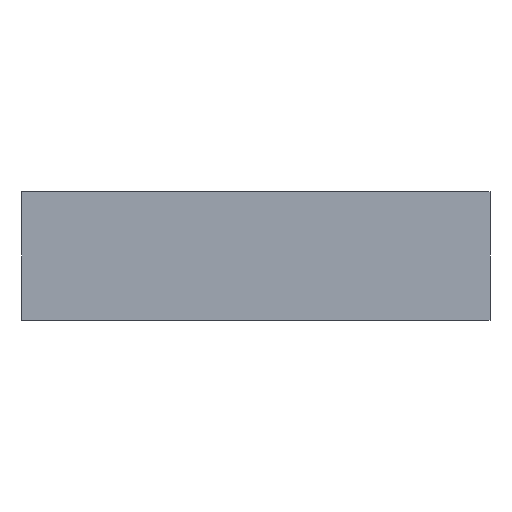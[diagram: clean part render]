
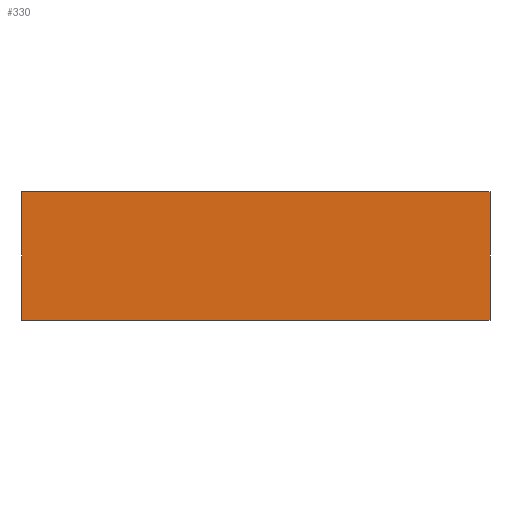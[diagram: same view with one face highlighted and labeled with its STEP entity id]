
A CAD part, front view. The second image highlights one B-rep face of the part: STEP entity #330.
In plain terms, the highlighted planar face has unit normal (0, -1, 0).
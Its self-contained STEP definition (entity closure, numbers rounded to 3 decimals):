
#79 = VERTEX_POINT('',#80);
#80 = CARTESIAN_POINT('',(43.6,0.,0.));
#86 = EDGE_CURVE('',#79,#87,#89,.T.);
#87 = VERTEX_POINT('',#88);
#88 = CARTESIAN_POINT('',(0.,0.,0.));
#89 = LINE('',#90,#91);
#90 = CARTESIAN_POINT('',(43.6,0.,0.));
#91 = VECTOR('',#92,1.);
#92 = DIRECTION('',(-1.,0.,0.));
#191 = VERTEX_POINT('',#192);
#192 = CARTESIAN_POINT('',(43.6,0.,12.));
#198 = EDGE_CURVE('',#191,#199,#201,.T.);
#199 = VERTEX_POINT('',#200);
#200 = CARTESIAN_POINT('',(0.,0.,12.));
#201 = LINE('',#202,#203);
#202 = CARTESIAN_POINT('',(43.6,0.,12.));
#203 = VECTOR('',#204,1.);
#204 = DIRECTION('',(-1.,0.,0.));
#254 = EDGE_CURVE('',#87,#199,#255,.T.);
#255 = LINE('',#256,#257);
#256 = CARTESIAN_POINT('',(0.,0.,0.));
#257 = VECTOR('',#258,1.);
#258 = DIRECTION('',(0.,0.,1.));
#319 = EDGE_CURVE('',#79,#191,#320,.T.);
#320 = LINE('',#321,#322);
#321 = CARTESIAN_POINT('',(43.6,0.,0.));
#322 = VECTOR('',#323,1.);
#323 = DIRECTION('',(0.,0.,1.));
#330 = ADVANCED_FACE('',(#331),#337,.T.);
#331 = FACE_BOUND('',#332,.T.);
#332 = EDGE_LOOP('',(#333,#334,#335,#336));
#333 = ORIENTED_EDGE('',*,*,#319,.T.);
#334 = ORIENTED_EDGE('',*,*,#198,.T.);
#335 = ORIENTED_EDGE('',*,*,#254,.F.);
#336 = ORIENTED_EDGE('',*,*,#86,.F.);
#337 = PLANE('',#338);
#338 = AXIS2_PLACEMENT_3D('',#339,#340,#341);
#339 = CARTESIAN_POINT('',(43.6,0.,0.));
#340 = DIRECTION('',(0.,-1.,0.));
#341 = DIRECTION('',(-1.,0.,0.));
